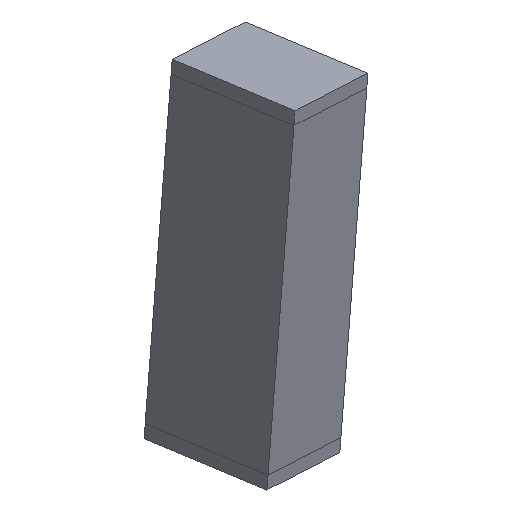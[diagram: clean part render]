
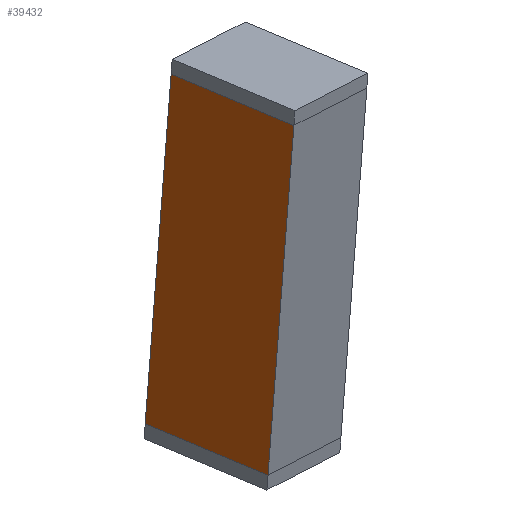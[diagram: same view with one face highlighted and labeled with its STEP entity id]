
A CAD part, left-side view. The second image highlights one B-rep face of the part: STEP entity #39432.
In plain terms, the highlighted face is planar.
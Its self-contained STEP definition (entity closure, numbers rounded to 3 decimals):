
#1000 = CARTESIAN_POINT ( 'NONE',  ( 350., 15., -80. ) ) ;
#1376 = PLANE ( 'NONE',  #36142 ) ;
#1987 = VERTEX_POINT ( 'NONE', #13184 ) ;
#3000 = CARTESIAN_POINT ( 'NONE',  ( 350., 15., -80. ) ) ;
#3212 = DIRECTION ( 'NONE',  ( 1., 0., 0. ) ) ;
#3925 = EDGE_CURVE ( 'NONE', #5441, #1987, #32014, .T. ) ;
#4317 = ORIENTED_EDGE ( 'NONE', *, *, #11319, .T. ) ;
#5441 = VERTEX_POINT ( 'NONE', #35354 ) ;
#5536 = DIRECTION ( 'NONE',  ( 0., 0., 1. ) ) ;
#5846 = VECTOR ( 'NONE', #3212, 1000. ) ;
#6842 = VECTOR ( 'NONE', #5536, 1000. ) ;
#7833 = FACE_OUTER_BOUND ( 'NONE', #13743, .T. ) ;
#11319 = EDGE_CURVE ( 'NONE', #22964, #5441, #34182, .T. ) ;
#13184 = CARTESIAN_POINT ( 'NONE',  ( 350., 15., 60. ) ) ;
#13743 = EDGE_LOOP ( 'NONE', ( #4317, #37536, #32638, #22572 ) ) ;
#17036 = CARTESIAN_POINT ( 'NONE',  ( 350., 15., 0. ) ) ;
#17953 = CARTESIAN_POINT ( 'NONE',  ( 0., 15., -80. ) ) ;
#22572 = ORIENTED_EDGE ( 'NONE', *, *, #28901, .F. ) ;
#22765 = CARTESIAN_POINT ( 'NONE',  ( 0., 15., 0. ) ) ;
#22964 = VERTEX_POINT ( 'NONE', #17953 ) ;
#25961 = LINE ( 'NONE', #17036, #32838 ) ;
#26677 = DIRECTION ( 'NONE',  ( 0., 0., 1. ) ) ;
#28901 = EDGE_CURVE ( 'NONE', #22964, #29152, #32529, .T. ) ;
#29152 = VERTEX_POINT ( 'NONE', #3000 ) ;
#29713 = DIRECTION ( 'NONE',  ( 0., 0., -1. ) ) ;
#32014 = LINE ( 'NONE', #32240, #5846 ) ;
#32240 = CARTESIAN_POINT ( 'NONE',  ( 0., 15., 60. ) ) ;
#32516 = DIRECTION ( 'NONE',  ( 0., 1., 0. ) ) ;
#32529 = LINE ( 'NONE', #1000, #33381 ) ;
#32638 = ORIENTED_EDGE ( 'NONE', *, *, #35399, .T. ) ;
#32838 = VECTOR ( 'NONE', #29713, 1000. ) ;
#33381 = VECTOR ( 'NONE', #35235, 1000. ) ;
#34182 = LINE ( 'NONE', #37297, #6842 ) ;
#35235 = DIRECTION ( 'NONE',  ( 1., 0., 0. ) ) ;
#35354 = CARTESIAN_POINT ( 'NONE',  ( 0., 15., 60. ) ) ;
#35399 = EDGE_CURVE ( 'NONE', #1987, #29152, #25961, .T. ) ;
#36142 = AXIS2_PLACEMENT_3D ( 'NONE', #22765, #32516, #26677 ) ;
#37297 = CARTESIAN_POINT ( 'NONE',  ( 0., 15., 0. ) ) ;
#37536 = ORIENTED_EDGE ( 'NONE', *, *, #3925, .T. ) ;
#39432 = ADVANCED_FACE ( 'NONE', ( #7833 ), #1376, .T. ) ;
